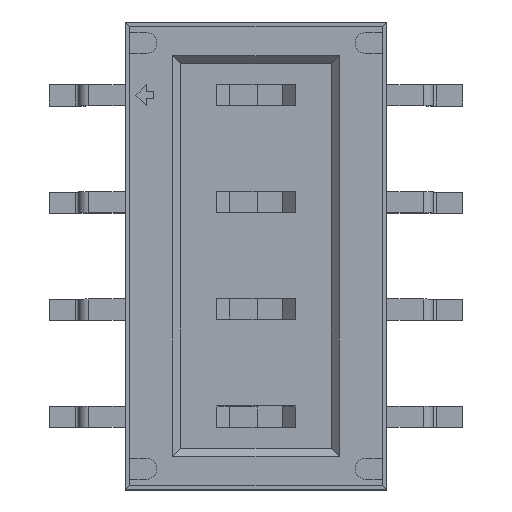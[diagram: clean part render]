
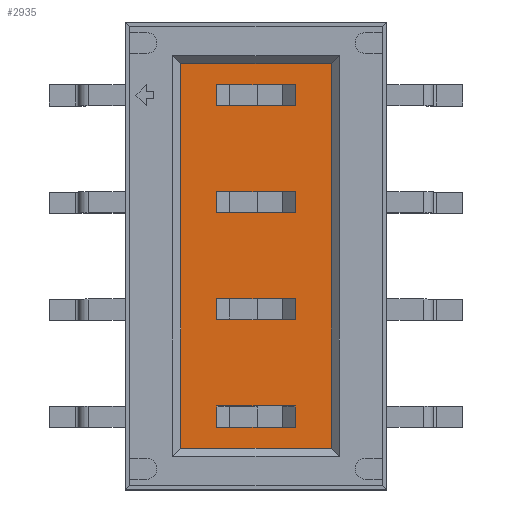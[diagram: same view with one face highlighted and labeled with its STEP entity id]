
A CAD part, top view. The second image highlights one B-rep face of the part: STEP entity #2935.
In plain terms, the highlighted planar face has unit normal (0, 0, 1).
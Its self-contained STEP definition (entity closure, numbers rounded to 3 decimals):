
#27=VECTOR('',#28,1.);
#28=DIRECTION('',(0.,1.,0.));
#51=VECTOR('',#52,1.);
#52=DIRECTION('',(-1.,0.,0.));
#58=VECTOR('',#59,1.);
#59=DIRECTION('',(0.,-1.,0.));
#63=VECTOR('',#64,1.);
#64=DIRECTION('',(1.,0.,0.));
#2858=VERTEX_POINT('',#2859);
#2859=CARTESIAN_POINT('',(-1.785,-4.56,2.9));
#2866=VERTEX_POINT('',#2867);
#2867=CARTESIAN_POINT('',(1.785,-4.56,2.9));
#2873=EDGE_CURVE('',#2858,#2866,#2874,.T.);
#2874=LINE('',#2875,#63);
#2875=CARTESIAN_POINT('',(-1.975,-4.56,2.9));
#2886=VERTEX_POINT('',#2887);
#2887=CARTESIAN_POINT('',(-1.785,4.56,2.9));
#2894=EDGE_CURVE('',#2886,#2858,#2895,.T.);
#2895=LINE('',#2896,#58);
#2896=CARTESIAN_POINT('',(-1.785,4.75,2.9));
#2907=VERTEX_POINT('',#2908);
#2908=CARTESIAN_POINT('',(1.785,4.56,2.9));
#2914=EDGE_CURVE('',#2866,#2907,#2915,.T.);
#2915=LINE('',#2916,#27);
#2916=CARTESIAN_POINT('',(1.785,-4.75,2.9));
#2927=EDGE_CURVE('',#2907,#2886,#2928,.T.);
#2928=LINE('',#2929,#51);
#2929=CARTESIAN_POINT('',(1.975,4.56,2.9));
#2935=ADVANCED_FACE('',(#2936,#2942,#2986,#3028,#3070),#3112,.T.);
#2936=FACE_BOUND('',#2937,.T.);
#2937=EDGE_LOOP('',(#2938,#2939,#2940,#2941));
#2938=ORIENTED_EDGE('',*,*,#2914,.T.);
#2939=ORIENTED_EDGE('',*,*,#2927,.T.);
#2940=ORIENTED_EDGE('',*,*,#2894,.T.);
#2941=ORIENTED_EDGE('',*,*,#2873,.T.);
#2942=FACE_BOUND('',#2943,.T.);
#2943=EDGE_LOOP('',(#2944,#2952,#2960,#2966,#2970,#2974,#2980,#2984));
#2944=ORIENTED_EDGE('',*,*,#2945,.F.);
#2945=EDGE_CURVE('',#2946,#2948,#2950,.T.);
#2946=VERTEX_POINT('',#2947);
#2947=CARTESIAN_POINT('',(-0.935,-4.06,2.9));
#2948=VERTEX_POINT('',#2949);
#2949=CARTESIAN_POINT('',(0.025,-4.06,2.9));
#2950=LINE('',#2951,#63);
#2951=CARTESIAN_POINT('',(-0.563,-4.06,2.9));
#2952=ORIENTED_EDGE('',*,*,#2953,.T.);
#2953=EDGE_CURVE('',#2946,#2954,#2956,.T.);
#2954=VERTEX_POINT('',#2955);
#2955=CARTESIAN_POINT('',(-0.935,-3.56,2.9));
#2956=LINE('',#2957,#2958);
#2957=CARTESIAN_POINT('',(-0.935,-1.78,2.9));
#2958=VECTOR('',#2959,1.);
#2959=DIRECTION('',(0.,1.,0.));
#2960=ORIENTED_EDGE('',*,*,#2961,.F.);
#2961=EDGE_CURVE('',#2962,#2954,#2964,.T.);
#2962=VERTEX_POINT('',#2963);
#2963=CARTESIAN_POINT('',(0.025,-3.56,2.9));
#2964=LINE('',#2965,#51);
#2965=CARTESIAN_POINT('',(0.563,-3.56,2.9));
#2966=ORIENTED_EDGE('',*,*,#2967,.F.);
#2967=EDGE_CURVE('',#2968,#2962,#2964,.T.);
#2968=VERTEX_POINT('',#2969);
#2969=CARTESIAN_POINT('',(0.625,-3.56,2.9));
#2970=ORIENTED_EDGE('',*,*,#2971,.F.);
#2971=EDGE_CURVE('',#2972,#2968,#2964,.T.);
#2972=VERTEX_POINT('',#2973);
#2973=CARTESIAN_POINT('',(0.935,-3.56,2.9));
#2974=ORIENTED_EDGE('',*,*,#2975,.F.);
#2975=EDGE_CURVE('',#2976,#2972,#2978,.T.);
#2976=VERTEX_POINT('',#2977);
#2977=CARTESIAN_POINT('',(0.935,-4.06,2.9));
#2978=LINE('',#2979,#2958);
#2979=CARTESIAN_POINT('',(0.935,-2.03,2.9));
#2980=ORIENTED_EDGE('',*,*,#2981,.F.);
#2981=EDGE_CURVE('',#2982,#2976,#2950,.T.);
#2982=VERTEX_POINT('',#2983);
#2983=CARTESIAN_POINT('',(0.625,-4.06,2.9));
#2984=ORIENTED_EDGE('',*,*,#2985,.F.);
#2985=EDGE_CURVE('',#2948,#2982,#2950,.T.);
#2986=FACE_BOUND('',#2987,.T.);
#2987=EDGE_LOOP('',(#2988,#2996,#3002,#3008,#3012,#3016,#3022,#3026));
#2988=ORIENTED_EDGE('',*,*,#2989,.F.);
#2989=EDGE_CURVE('',#2990,#2992,#2994,.T.);
#2990=VERTEX_POINT('',#2991);
#2991=CARTESIAN_POINT('',(0.935,-1.02,2.9));
#2992=VERTEX_POINT('',#2993);
#2993=CARTESIAN_POINT('',(0.625,-1.02,2.9));
#2994=LINE('',#2995,#51);
#2995=CARTESIAN_POINT('',(0.563,-1.02,2.9));
#2996=ORIENTED_EDGE('',*,*,#2997,.F.);
#2997=EDGE_CURVE('',#2998,#2990,#3000,.T.);
#2998=VERTEX_POINT('',#2999);
#2999=CARTESIAN_POINT('',(0.935,-1.52,2.9));
#3000=LINE('',#3001,#2958);
#3001=CARTESIAN_POINT('',(0.935,-0.76,2.9));
#3002=ORIENTED_EDGE('',*,*,#3003,.F.);
#3003=EDGE_CURVE('',#3004,#2998,#3006,.T.);
#3004=VERTEX_POINT('',#3005);
#3005=CARTESIAN_POINT('',(0.625,-1.52,2.9));
#3006=LINE('',#3007,#63);
#3007=CARTESIAN_POINT('',(-0.563,-1.52,2.9));
#3008=ORIENTED_EDGE('',*,*,#3009,.F.);
#3009=EDGE_CURVE('',#3010,#3004,#3006,.T.);
#3010=VERTEX_POINT('',#3011);
#3011=CARTESIAN_POINT('',(0.025,-1.52,2.9));
#3012=ORIENTED_EDGE('',*,*,#3013,.F.);
#3013=EDGE_CURVE('',#3014,#3010,#3006,.T.);
#3014=VERTEX_POINT('',#3015);
#3015=CARTESIAN_POINT('',(-0.935,-1.52,2.9));
#3016=ORIENTED_EDGE('',*,*,#3017,.T.);
#3017=EDGE_CURVE('',#3014,#3018,#3020,.T.);
#3018=VERTEX_POINT('',#3019);
#3019=CARTESIAN_POINT('',(-0.935,-1.02,2.9));
#3020=LINE('',#3021,#2958);
#3021=CARTESIAN_POINT('',(-0.935,-0.51,2.9));
#3022=ORIENTED_EDGE('',*,*,#3023,.F.);
#3023=EDGE_CURVE('',#3024,#3018,#2994,.T.);
#3024=VERTEX_POINT('',#3025);
#3025=CARTESIAN_POINT('',(0.025,-1.02,2.9));
#3026=ORIENTED_EDGE('',*,*,#3027,.F.);
#3027=EDGE_CURVE('',#2992,#3024,#2994,.T.);
#3028=FACE_BOUND('',#3029,.T.);
#3029=EDGE_LOOP('',(#3030,#3038,#3044,#3050,#3054,#3058,#3064,#3068));
#3030=ORIENTED_EDGE('',*,*,#3031,.F.);
#3031=EDGE_CURVE('',#3032,#3034,#3036,.T.);
#3032=VERTEX_POINT('',#3033);
#3033=CARTESIAN_POINT('',(0.935,1.52,2.9));
#3034=VERTEX_POINT('',#3035);
#3035=CARTESIAN_POINT('',(0.625,1.52,2.9));
#3036=LINE('',#3037,#51);
#3037=CARTESIAN_POINT('',(0.563,1.52,2.9));
#3038=ORIENTED_EDGE('',*,*,#3039,.F.);
#3039=EDGE_CURVE('',#3040,#3032,#3042,.T.);
#3040=VERTEX_POINT('',#3041);
#3041=CARTESIAN_POINT('',(0.935,1.02,2.9));
#3042=LINE('',#3043,#2958);
#3043=CARTESIAN_POINT('',(0.935,0.51,2.9));
#3044=ORIENTED_EDGE('',*,*,#3045,.F.);
#3045=EDGE_CURVE('',#3046,#3040,#3048,.T.);
#3046=VERTEX_POINT('',#3047);
#3047=CARTESIAN_POINT('',(0.625,1.02,2.9));
#3048=LINE('',#3049,#63);
#3049=CARTESIAN_POINT('',(-0.563,1.02,2.9));
#3050=ORIENTED_EDGE('',*,*,#3051,.F.);
#3051=EDGE_CURVE('',#3052,#3046,#3048,.T.);
#3052=VERTEX_POINT('',#3053);
#3053=CARTESIAN_POINT('',(0.025,1.02,2.9));
#3054=ORIENTED_EDGE('',*,*,#3055,.F.);
#3055=EDGE_CURVE('',#3056,#3052,#3048,.T.);
#3056=VERTEX_POINT('',#3057);
#3057=CARTESIAN_POINT('',(-0.935,1.02,2.9));
#3058=ORIENTED_EDGE('',*,*,#3059,.T.);
#3059=EDGE_CURVE('',#3056,#3060,#3062,.T.);
#3060=VERTEX_POINT('',#3061);
#3061=CARTESIAN_POINT('',(-0.935,1.52,2.9));
#3062=LINE('',#3063,#2958);
#3063=CARTESIAN_POINT('',(-0.935,0.76,2.9));
#3064=ORIENTED_EDGE('',*,*,#3065,.F.);
#3065=EDGE_CURVE('',#3066,#3060,#3036,.T.);
#3066=VERTEX_POINT('',#3067);
#3067=CARTESIAN_POINT('',(0.025,1.52,2.9));
#3068=ORIENTED_EDGE('',*,*,#3069,.F.);
#3069=EDGE_CURVE('',#3034,#3066,#3036,.T.);
#3070=FACE_BOUND('',#3071,.T.);
#3071=EDGE_LOOP('',(#3072,#3080,#3086,#3092,#3096,#3100,#3106,#3110));
#3072=ORIENTED_EDGE('',*,*,#3073,.F.);
#3073=EDGE_CURVE('',#3074,#3076,#3078,.T.);
#3074=VERTEX_POINT('',#3075);
#3075=CARTESIAN_POINT('',(-0.935,3.56,2.9));
#3076=VERTEX_POINT('',#3077);
#3077=CARTESIAN_POINT('',(0.025,3.56,2.9));
#3078=LINE('',#3079,#63);
#3079=CARTESIAN_POINT('',(-0.563,3.56,2.9));
#3080=ORIENTED_EDGE('',*,*,#3081,.T.);
#3081=EDGE_CURVE('',#3074,#3082,#3084,.T.);
#3082=VERTEX_POINT('',#3083);
#3083=CARTESIAN_POINT('',(-0.935,4.06,2.9));
#3084=LINE('',#3085,#2958);
#3085=CARTESIAN_POINT('',(-0.935,2.03,2.9));
#3086=ORIENTED_EDGE('',*,*,#3087,.F.);
#3087=EDGE_CURVE('',#3088,#3082,#3090,.T.);
#3088=VERTEX_POINT('',#3089);
#3089=CARTESIAN_POINT('',(0.025,4.06,2.9));
#3090=LINE('',#3091,#51);
#3091=CARTESIAN_POINT('',(0.563,4.06,2.9));
#3092=ORIENTED_EDGE('',*,*,#3093,.F.);
#3093=EDGE_CURVE('',#3094,#3088,#3090,.T.);
#3094=VERTEX_POINT('',#3095);
#3095=CARTESIAN_POINT('',(0.625,4.06,2.9));
#3096=ORIENTED_EDGE('',*,*,#3097,.F.);
#3097=EDGE_CURVE('',#3098,#3094,#3090,.T.);
#3098=VERTEX_POINT('',#3099);
#3099=CARTESIAN_POINT('',(0.935,4.06,2.9));
#3100=ORIENTED_EDGE('',*,*,#3101,.F.);
#3101=EDGE_CURVE('',#3102,#3098,#3104,.T.);
#3102=VERTEX_POINT('',#3103);
#3103=CARTESIAN_POINT('',(0.935,3.56,2.9));
#3104=LINE('',#3105,#2958);
#3105=CARTESIAN_POINT('',(0.935,1.78,2.9));
#3106=ORIENTED_EDGE('',*,*,#3107,.F.);
#3107=EDGE_CURVE('',#3108,#3102,#3078,.T.);
#3108=VERTEX_POINT('',#3109);
#3109=CARTESIAN_POINT('',(0.625,3.56,2.9));
#3110=ORIENTED_EDGE('',*,*,#3111,.F.);
#3111=EDGE_CURVE('',#3076,#3108,#3078,.T.);
#3112=PLANE('',#3113);
#3113=AXIS2_PLACEMENT_3D('',#3114,#3115,#3116);
#3114=CARTESIAN_POINT('',(0.,0.,2.9));
#3115=DIRECTION('',(0.,0.,1.));
#3116=DIRECTION('',(0.,1.,0.));
